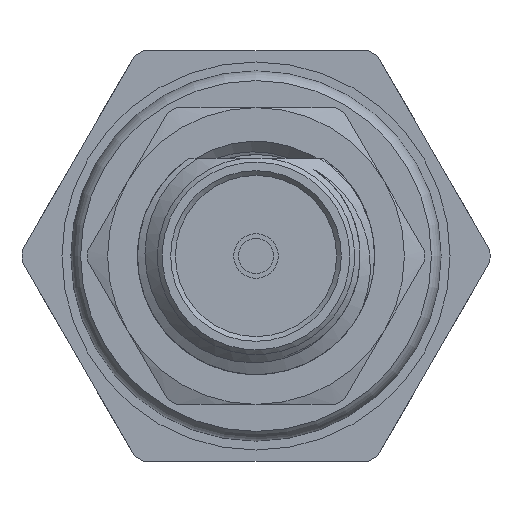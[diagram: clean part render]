
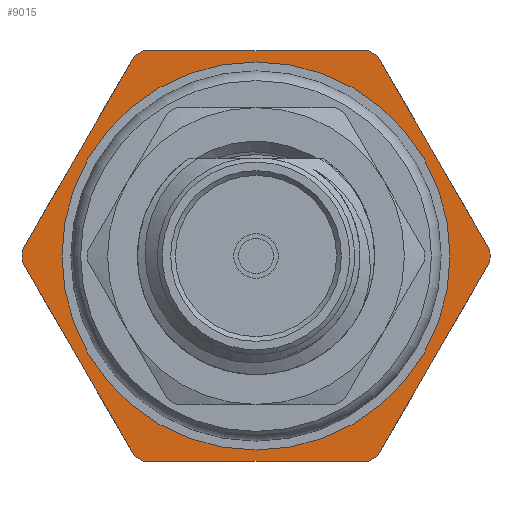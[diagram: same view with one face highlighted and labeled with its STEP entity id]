
A CAD part, left-side view. The second image highlights one B-rep face of the part: STEP entity #9015.
In plain terms, the highlighted planar face has unit normal (-1, 0, 0).
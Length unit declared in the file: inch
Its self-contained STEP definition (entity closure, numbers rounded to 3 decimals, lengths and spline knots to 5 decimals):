
#424 = EDGE_CURVE ( 'NONE', #18933, #1484, #2843, .T. ) ;
#727 = CARTESIAN_POINT ( 'NONE',  ( 0.41339, 0.25003, 0. ) ) ;
#813 = DIRECTION ( 'NONE',  ( 1., 0., 0. ) ) ;
#1044 = ORIENTED_EDGE ( 'NONE', *, *, #13495, .F. ) ;
#1056 = DIRECTION ( 'NONE',  ( -1., 0., 0. ) ) ;
#1082 = CARTESIAN_POINT ( 'NONE',  ( 0.41339, 0., 0. ) ) ;
#1104 = DIRECTION ( 'NONE',  ( 0., 1., 0. ) ) ;
#1362 = VERTEX_POINT ( 'NONE', #6184 ) ;
#1484 = VERTEX_POINT ( 'NONE', #18417 ) ;
#1887 = CARTESIAN_POINT ( 'NONE',  ( 0.41339, 0., 0. ) ) ;
#2031 = VERTEX_POINT ( 'NONE', #9030 ) ;
#2357 = LINE ( 'NONE', #10406, #14262 ) ;
#2572 = DIRECTION ( 'NONE',  ( 1., 0., 0. ) ) ;
#2730 = CARTESIAN_POINT ( 'NONE',  ( 0.41339, 0.20465, 0. ) ) ;
#2843 = CIRCLE ( 'NONE', #7498, 0.24676 ) ;
#2933 = VERTEX_POINT ( 'NONE', #17123 ) ;
#2979 = VERTEX_POINT ( 'NONE', #18197 ) ;
#3550 = VECTOR ( 'NONE', #20208, 39.37008 ) ;
#3934 = ORIENTED_EDGE ( 'NONE', *, *, #19328, .F. ) ;
#4027 = DIRECTION ( 'NONE',  ( 0., 1., 0. ) ) ;
#4071 = ORIENTED_EDGE ( 'NONE', *, *, #11919, .T. ) ;
#4133 = VERTEX_POINT ( 'NONE', #9668 ) ;
#4247 = ORIENTED_EDGE ( 'NONE', *, *, #17098, .F. ) ;
#4262 = CARTESIAN_POINT ( 'NONE',  ( 0.41339, 0., 0. ) ) ;
#4687 = AXIS2_PLACEMENT_3D ( 'NONE', #15013, #13588, #6975 ) ;
#5052 = ORIENTED_EDGE ( 'NONE', *, *, #15352, .T. ) ;
#5122 = DIRECTION ( 'NONE',  ( 0., 1., 0. ) ) ;
#5144 = VECTOR ( 'NONE', #17091, 39.37008 ) ;
#5627 = ORIENTED_EDGE ( 'NONE', *, *, #16833, .T. ) ;
#5685 = DIRECTION ( 'NONE',  ( 0., -0.5, 0.866 ) ) ;
#5728 = CARTESIAN_POINT ( 'NONE',  ( 0.41339, 0., 0. ) ) ;
#5900 = AXIS2_PLACEMENT_3D ( 'NONE', #20449, #20795, #10068 ) ;
#6033 = ORIENTED_EDGE ( 'NONE', *, *, #424, .F. ) ;
#6085 = DIRECTION ( 'NONE',  ( 1., 0., 0. ) ) ;
#6184 = CARTESIAN_POINT ( 'NONE',  ( 0.41339, -0.24669, 0.00579 ) ) ;
#6270 = CARTESIAN_POINT ( 'NONE',  ( 0.41339, 0.11833, 0.21654 ) ) ;
#6651 = VERTEX_POINT ( 'NONE', #10326 ) ;
#6905 = LINE ( 'NONE', #15265, #18682 ) ;
#6975 = DIRECTION ( 'NONE',  ( 0., 1., 0. ) ) ;
#7429 = EDGE_CURVE ( 'NONE', #8463, #11008, #14406, .T. ) ;
#7498 = AXIS2_PLACEMENT_3D ( 'NONE', #1887, #14995, #5122 ) ;
#7510 = DIRECTION ( 'NONE',  ( 0., 1., 0. ) ) ;
#7910 = EDGE_LOOP ( 'NONE', ( #5627, #1044, #20970, #3934, #15347, #8905, #12521, #15936, #5052, #6033, #4071, #4247 ) ) ;
#7993 = FACE_BOUND ( 'NONE', #18427, .T. ) ;
#8265 = AXIS2_PLACEMENT_3D ( 'NONE', #4262, #2572, #1104 ) ;
#8421 = ORIENTED_EDGE ( 'NONE', *, *, #17955, .T. ) ;
#8463 = VERTEX_POINT ( 'NONE', #20317 ) ;
#8718 = VERTEX_POINT ( 'NONE', #20589 ) ;
#8765 = CARTESIAN_POINT ( 'NONE',  ( 0.41339, -0.25003, 0. ) ) ;
#8905 = ORIENTED_EDGE ( 'NONE', *, *, #11373, .F. ) ;
#8931 = DIRECTION ( 'NONE',  ( 0., -1., 0. ) ) ;
#9015 = ADVANCED_FACE ( 'NONE', ( #7993, #16920 ), #15716, .T. ) ;
#9030 = CARTESIAN_POINT ( 'NONE',  ( 0.41339, -0.24669, -0.00579 ) ) ;
#9208 = DIRECTION ( 'NONE',  ( 0., -1., 0. ) ) ;
#9426 = CARTESIAN_POINT ( 'NONE',  ( 0.41339, -0.12836, -0.21074 ) ) ;
#9668 = CARTESIAN_POINT ( 'NONE',  ( 0.41339, 0.24669, 0.00579 ) ) ;
#10068 = DIRECTION ( 'NONE',  ( 0., 1., 0. ) ) ;
#10326 = CARTESIAN_POINT ( 'NONE',  ( 0.41339, -0.12836, 0.21074 ) ) ;
#10406 = CARTESIAN_POINT ( 'NONE',  ( 0.41339, -0.12502, -0.21654 ) ) ;
#10502 = EDGE_CURVE ( 'NONE', #20026, #8718, #17832, .T. ) ;
#10555 = CARTESIAN_POINT ( 'NONE',  ( 0.41339, 0.12836, 0.21074 ) ) ;
#10921 = CIRCLE ( 'NONE', #14508, 0.24676 ) ;
#11008 = VERTEX_POINT ( 'NONE', #6270 ) ;
#11038 = VECTOR ( 'NONE', #8931, 39.37008 ) ;
#11373 = EDGE_CURVE ( 'NONE', #20026, #4133, #12202, .T. ) ;
#11546 = AXIS2_PLACEMENT_3D ( 'NONE', #5728, #813, #4027 ) ;
#11919 = EDGE_CURVE ( 'NONE', #18933, #2031, #2357, .T. ) ;
#11989 = EDGE_CURVE ( 'NONE', #2933, #8718, #10921, .T. ) ;
#11990 = DIRECTION ( 'NONE',  ( 0., 0.5, -0.866 ) ) ;
#12202 = CIRCLE ( 'NONE', #4687, 0.24676 ) ;
#12521 = ORIENTED_EDGE ( 'NONE', *, *, #10502, .T. ) ;
#13237 = CIRCLE ( 'NONE', #11546, 0.24676 ) ;
#13495 = EDGE_CURVE ( 'NONE', #8463, #6651, #13237, .T. ) ;
#13553 = EDGE_CURVE ( 'NONE', #14384, #4133, #6905, .T. ) ;
#13588 = DIRECTION ( 'NONE',  ( 1., 0., 0. ) ) ;
#13701 = CIRCLE ( 'NONE', #14234, 0.24676 ) ;
#14234 = AXIS2_PLACEMENT_3D ( 'NONE', #1082, #6085, #7510 ) ;
#14262 = VECTOR ( 'NONE', #5685, 39.37008 ) ;
#14384 = VERTEX_POINT ( 'NONE', #10555 ) ;
#14406 = LINE ( 'NONE', #20913, #16714 ) ;
#14493 = DIRECTION ( 'NONE',  ( 0., 1., 0. ) ) ;
#14508 = AXIS2_PLACEMENT_3D ( 'NONE', #20428, #16126, #14493 ) ;
#14995 = DIRECTION ( 'NONE',  ( 1., 0., 0. ) ) ;
#15013 = CARTESIAN_POINT ( 'NONE',  ( 0.41339, 0., 0. ) ) ;
#15265 = CARTESIAN_POINT ( 'NONE',  ( 0.41339, 0.12502, 0.21654 ) ) ;
#15347 = ORIENTED_EDGE ( 'NONE', *, *, #13553, .T. ) ;
#15352 = EDGE_CURVE ( 'NONE', #2933, #1484, #15385, .T. ) ;
#15385 = LINE ( 'NONE', #20314, #11038 ) ;
#15716 = PLANE ( 'NONE',  #18909 ) ;
#15936 = ORIENTED_EDGE ( 'NONE', *, *, #11989, .F. ) ;
#16126 = DIRECTION ( 'NONE',  ( 1., 0., 0. ) ) ;
#16189 = DIRECTION ( 'NONE',  ( 0., 1., 0. ) ) ;
#16317 = CARTESIAN_POINT ( 'NONE',  ( 0.41339, 0.24669, -0.00579 ) ) ;
#16714 = VECTOR ( 'NONE', #16189, 39.37008 ) ;
#16833 = EDGE_CURVE ( 'NONE', #1362, #6651, #17550, .T. ) ;
#16920 = FACE_OUTER_BOUND ( 'NONE', #7910, .T. ) ;
#17091 = DIRECTION ( 'NONE',  ( 0., -0.5, -0.866 ) ) ;
#17098 = EDGE_CURVE ( 'NONE', #1362, #2031, #20299, .T. ) ;
#17123 = CARTESIAN_POINT ( 'NONE',  ( 0.41339, 0.11833, -0.21654 ) ) ;
#17550 = LINE ( 'NONE', #8765, #3550 ) ;
#17832 = LINE ( 'NONE', #727, #5144 ) ;
#17955 = EDGE_CURVE ( 'NONE', #2979, #2979, #18792, .T. ) ;
#18197 = CARTESIAN_POINT ( 'NONE',  ( 0.41339, 0.20465, 0. ) ) ;
#18417 = CARTESIAN_POINT ( 'NONE',  ( 0.41339, -0.11833, -0.21654 ) ) ;
#18427 = EDGE_LOOP ( 'NONE', ( #8421 ) ) ;
#18682 = VECTOR ( 'NONE', #11990, 39.37008 ) ;
#18792 = CIRCLE ( 'NONE', #8265, 0.20465 ) ;
#18909 = AXIS2_PLACEMENT_3D ( 'NONE', #2730, #1056, #9208 ) ;
#18933 = VERTEX_POINT ( 'NONE', #9426 ) ;
#19328 = EDGE_CURVE ( 'NONE', #14384, #11008, #13701, .T. ) ;
#20026 = VERTEX_POINT ( 'NONE', #16317 ) ;
#20208 = DIRECTION ( 'NONE',  ( 0., 0.5, 0.866 ) ) ;
#20299 = CIRCLE ( 'NONE', #5900, 0.24676 ) ;
#20314 = CARTESIAN_POINT ( 'NONE',  ( 0.41339, 0.12502, -0.21654 ) ) ;
#20317 = CARTESIAN_POINT ( 'NONE',  ( 0.41339, -0.11833, 0.21654 ) ) ;
#20428 = CARTESIAN_POINT ( 'NONE',  ( 0.41339, 0., 0. ) ) ;
#20449 = CARTESIAN_POINT ( 'NONE',  ( 0.41339, 0., 0. ) ) ;
#20589 = CARTESIAN_POINT ( 'NONE',  ( 0.41339, 0.12836, -0.21074 ) ) ;
#20795 = DIRECTION ( 'NONE',  ( 1., 0., 0. ) ) ;
#20913 = CARTESIAN_POINT ( 'NONE',  ( 0.41339, -0.12502, 0.21654 ) ) ;
#20970 = ORIENTED_EDGE ( 'NONE', *, *, #7429, .T. ) ;
